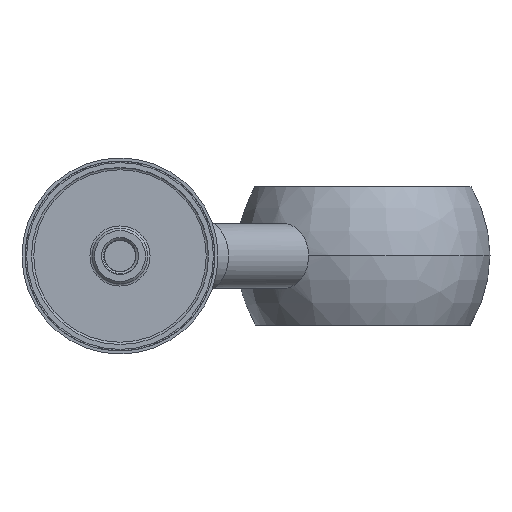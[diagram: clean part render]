
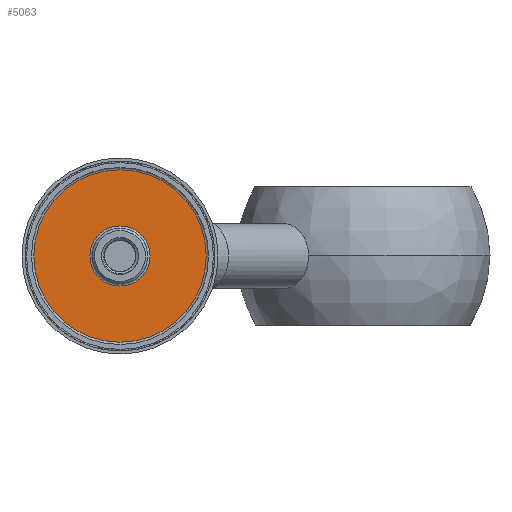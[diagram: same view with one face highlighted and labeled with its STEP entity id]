
A CAD part, front view. The second image highlights one B-rep face of the part: STEP entity #5063.
In plain terms, the highlighted planar face has unit normal (0, -1, 0).
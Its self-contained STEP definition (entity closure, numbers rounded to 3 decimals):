
#3657=PLANE('',#16046);
#4239=FACE_BOUND('',#6599,.T.);
#4240=FACE_BOUND('',#6600,.T.);
#4838=CIRCLE('',#16044,18.65);
#4839=CIRCLE('',#16045,6.5);
#5063=ADVANCED_FACE('',(#4239,#4240),#3657,.T.);
#6599=EDGE_LOOP('',(#9437));
#6600=EDGE_LOOP('',(#9438));
#9437=ORIENTED_EDGE('',*,*,#15002,.T.);
#9438=ORIENTED_EDGE('',*,*,#15003,.T.);
#13129=VERTEX_POINT('',#27034);
#13130=VERTEX_POINT('',#27036);
#15002=EDGE_CURVE('',#13129,#13129,#4838,.T.);
#15003=EDGE_CURVE('',#13130,#13130,#4839,.T.);
#16044=AXIS2_PLACEMENT_3D('',#27033,#19223,#19224);
#16045=AXIS2_PLACEMENT_3D('',#27035,#19225,#19226);
#16046=AXIS2_PLACEMENT_3D('',#27037,#19227,#19228);
#19223=DIRECTION('',(0.,-1.,0.));
#19224=DIRECTION('',(-1.,0.,0.));
#19225=DIRECTION('',(0.,1.,0.));
#19226=DIRECTION('',(-1.,0.,0.));
#19227=DIRECTION('',(0.,-1.,0.));
#19228=DIRECTION('',(1.,0.,0.));
#27033=CARTESIAN_POINT('',(0.,0.5,-0.5));
#27034=CARTESIAN_POINT('',(-18.65,0.5,-0.5));
#27035=CARTESIAN_POINT('',(0.,0.5,-0.5));
#27036=CARTESIAN_POINT('',(-6.5,0.5,-0.5));
#27037=CARTESIAN_POINT('',(0.,0.5,-0.5));
